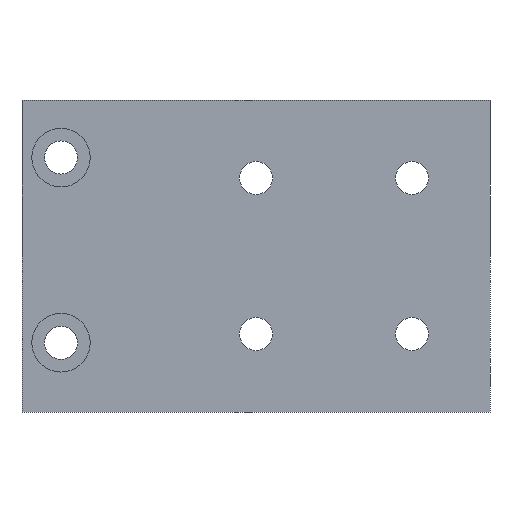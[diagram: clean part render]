
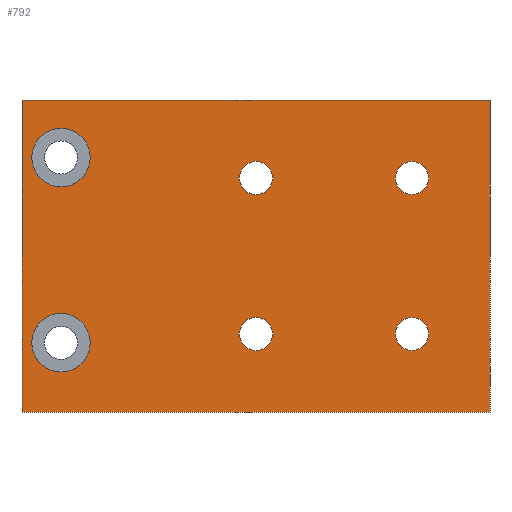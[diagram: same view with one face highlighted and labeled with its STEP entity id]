
A CAD part, front view. The second image highlights one B-rep face of the part: STEP entity #792.
In plain terms, the highlighted planar face has unit normal (0, -1, 0).
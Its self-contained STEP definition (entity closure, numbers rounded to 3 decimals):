
#1 = DIRECTION ( 'NONE',  ( 0., -1., 0. ) ) ;
#4 = DIRECTION ( 'NONE',  ( 0., 1., 0. ) ) ;
#18 = VERTEX_POINT ( 'NONE', #140 ) ;
#29 = DIRECTION ( 'NONE',  ( 0., -1., 0. ) ) ;
#32 = AXIS2_PLACEMENT_3D ( 'NONE', #1038, #210, #799 ) ;
#34 = DIRECTION ( 'NONE',  ( 0., 1., 0. ) ) ;
#46 = CIRCLE ( 'NONE', #1176, 7.5 ) ;
#65 = CARTESIAN_POINT ( 'NONE',  ( -60., 0., -40. ) ) ;
#68 = CIRCLE ( 'NONE', #1443, 4.25 ) ;
#80 = ORIENTED_EDGE ( 'NONE', *, *, #532, .F. ) ;
#104 = CARTESIAN_POINT ( 'NONE',  ( -50., 0., 25.25 ) ) ;
#113 = CARTESIAN_POINT ( 'NONE',  ( -50., 0., 25.25 ) ) ;
#127 = CARTESIAN_POINT ( 'NONE',  ( 0., 0., -24.25 ) ) ;
#128 = EDGE_CURVE ( 'NONE', #1071, #620, #197, .T. ) ;
#134 = EDGE_LOOP ( 'NONE', ( #1134, #1506 ) ) ;
#140 = CARTESIAN_POINT ( 'NONE',  ( 0., 0., -15.75 ) ) ;
#160 = EDGE_CURVE ( 'NONE', #346, #434, #685, .T. ) ;
#168 = CIRCLE ( 'NONE', #925, 4.25 ) ;
#188 = CIRCLE ( 'NONE', #1480, 4.25 ) ;
#192 = ORIENTED_EDGE ( 'NONE', *, *, #332, .T. ) ;
#197 = CIRCLE ( 'NONE', #900, 7.5 ) ;
#201 = CARTESIAN_POINT ( 'NONE',  ( -50., 0., -29.75 ) ) ;
#204 = DIRECTION ( 'NONE',  ( 0., 0., -1. ) ) ;
#210 = DIRECTION ( 'NONE',  ( 0., 1., 0. ) ) ;
#223 = FACE_BOUND ( 'NONE', #330, .T. ) ;
#234 = DIRECTION ( 'NONE',  ( 0., 0., -1. ) ) ;
#272 = EDGE_CURVE ( 'NONE', #620, #1071, #1296, .T. ) ;
#285 = EDGE_CURVE ( 'NONE', #947, #314, #1064, .T. ) ;
#288 = FACE_BOUND ( 'NONE', #939, .T. ) ;
#295 = CIRCLE ( 'NONE', #1049, 4.25 ) ;
#301 = CARTESIAN_POINT ( 'NONE',  ( 0., 0., -20. ) ) ;
#308 = DIRECTION ( 'NONE',  ( -1., 0., 0. ) ) ;
#314 = VERTEX_POINT ( 'NONE', #703 ) ;
#323 = VERTEX_POINT ( 'NONE', #1407 ) ;
#324 = DIRECTION ( 'NONE',  ( 0., 0., 1. ) ) ;
#330 = EDGE_LOOP ( 'NONE', ( #1043, #338 ) ) ;
#332 = EDGE_CURVE ( 'NONE', #451, #1145, #68, .T. ) ;
#338 = ORIENTED_EDGE ( 'NONE', *, *, #845, .F. ) ;
#346 = VERTEX_POINT ( 'NONE', #1156 ) ;
#359 = DIRECTION ( 'NONE',  ( 0., 0., 1. ) ) ;
#382 = EDGE_CURVE ( 'NONE', #1417, #18, #168, .T. ) ;
#384 = CARTESIAN_POINT ( 'NONE',  ( -50., 0., -22.25 ) ) ;
#392 = CARTESIAN_POINT ( 'NONE',  ( 40., 0., -15.75 ) ) ;
#407 = ORIENTED_EDGE ( 'NONE', *, *, #571, .F. ) ;
#408 = CARTESIAN_POINT ( 'NONE',  ( 0., 0., -20. ) ) ;
#425 = VERTEX_POINT ( 'NONE', #975 ) ;
#434 = VERTEX_POINT ( 'NONE', #1320 ) ;
#448 = CIRCLE ( 'NONE', #32, 4.25 ) ;
#451 = VERTEX_POINT ( 'NONE', #392 ) ;
#455 = DIRECTION ( 'NONE',  ( 0., 0., -1. ) ) ;
#480 = EDGE_LOOP ( 'NONE', ( #561, #1053 ) ) ;
#486 = ORIENTED_EDGE ( 'NONE', *, *, #285, .F. ) ;
#508 = VECTOR ( 'NONE', #308, 1000. ) ;
#513 = EDGE_CURVE ( 'NONE', #18, #1417, #295, .T. ) ;
#518 = DIRECTION ( 'NONE',  ( 0., 1., 0. ) ) ;
#519 = ORIENTED_EDGE ( 'NONE', *, *, #541, .F. ) ;
#532 = EDGE_CURVE ( 'NONE', #706, #1525, #1490, .T. ) ;
#541 = EDGE_CURVE ( 'NONE', #314, #706, #908, .T. ) ;
#542 = CARTESIAN_POINT ( 'NONE',  ( 40., 0., 20. ) ) ;
#547 = DIRECTION ( 'NONE',  ( 1., 0., 0. ) ) ;
#559 = AXIS2_PLACEMENT_3D ( 'NONE', #384, #29, #1214 ) ;
#561 = ORIENTED_EDGE ( 'NONE', *, *, #513, .T. ) ;
#565 = CARTESIAN_POINT ( 'NONE',  ( 60., 0., -40. ) ) ;
#571 = EDGE_CURVE ( 'NONE', #1525, #947, #674, .T. ) ;
#581 = CARTESIAN_POINT ( 'NONE',  ( -60., 0., -40. ) ) ;
#610 = FACE_OUTER_BOUND ( 'NONE', #1394, .T. ) ;
#613 = AXIS2_PLACEMENT_3D ( 'NONE', #815, #931, #1405 ) ;
#617 = PLANE ( 'NONE',  #634 ) ;
#620 = VERTEX_POINT ( 'NONE', #1350 ) ;
#634 = AXIS2_PLACEMENT_3D ( 'NONE', #1327, #34, #1430 ) ;
#649 = DIRECTION ( 'NONE',  ( 0., 1., 0. ) ) ;
#654 = EDGE_CURVE ( 'NONE', #1030, #1360, #46, .T. ) ;
#665 = CARTESIAN_POINT ( 'NONE',  ( -60., 0., 40. ) ) ;
#674 = LINE ( 'NONE', #65, #508 ) ;
#685 = CIRCLE ( 'NONE', #1172, 4.25 ) ;
#686 = VECTOR ( 'NONE', #547, 1000. ) ;
#703 = CARTESIAN_POINT ( 'NONE',  ( -60., 0., 40. ) ) ;
#706 = VERTEX_POINT ( 'NONE', #722 ) ;
#722 = CARTESIAN_POINT ( 'NONE',  ( 60., 0., 40. ) ) ;
#748 = FACE_BOUND ( 'NONE', #1486, .T. ) ;
#752 = EDGE_CURVE ( 'NONE', #425, #323, #1097, .T. ) ;
#762 = ORIENTED_EDGE ( 'NONE', *, *, #1314, .T. ) ;
#771 = ORIENTED_EDGE ( 'NONE', *, *, #160, .T. ) ;
#792 = ADVANCED_FACE ( 'NONE', ( #915, #223, #1221, #748, #847, #288, #610 ), #617, .F. ) ;
#799 = DIRECTION ( 'NONE',  ( 0., 0., 1. ) ) ;
#810 = CIRCLE ( 'NONE', #559, 7.5 ) ;
#815 = CARTESIAN_POINT ( 'NONE',  ( 0., 0., 20. ) ) ;
#844 = CARTESIAN_POINT ( 'NONE',  ( 40., 0., -20. ) ) ;
#845 = EDGE_CURVE ( 'NONE', #1360, #1030, #810, .T. ) ;
#847 = FACE_BOUND ( 'NONE', #1074, .T. ) ;
#863 = DIRECTION ( 'NONE',  ( 0., 0., 1. ) ) ;
#867 = CARTESIAN_POINT ( 'NONE',  ( 60., 0., -40. ) ) ;
#883 = ORIENTED_EDGE ( 'NONE', *, *, #752, .T. ) ;
#892 = DIRECTION ( 'NONE',  ( 0., 1., 0. ) ) ;
#893 = CARTESIAN_POINT ( 'NONE',  ( 40., 0., 20. ) ) ;
#900 = AXIS2_PLACEMENT_3D ( 'NONE', #104, #1365, #455 ) ;
#901 = DIRECTION ( 'NONE',  ( 0., 1., 0. ) ) ;
#903 = CIRCLE ( 'NONE', #1002, 4.25 ) ;
#908 = LINE ( 'NONE', #665, #686 ) ;
#915 = FACE_BOUND ( 'NONE', #134, .T. ) ;
#925 = AXIS2_PLACEMENT_3D ( 'NONE', #408, #518, #863 ) ;
#929 = CARTESIAN_POINT ( 'NONE',  ( -50., 0., 17.75 ) ) ;
#931 = DIRECTION ( 'NONE',  ( 0., 1., 0. ) ) ;
#939 = EDGE_LOOP ( 'NONE', ( #192, #1086 ) ) ;
#940 = CARTESIAN_POINT ( 'NONE',  ( -50., 0., -22.25 ) ) ;
#947 = VERTEX_POINT ( 'NONE', #1369 ) ;
#975 = CARTESIAN_POINT ( 'NONE',  ( 0., 0., 24.25 ) ) ;
#1002 = AXIS2_PLACEMENT_3D ( 'NONE', #1052, #4, #1152 ) ;
#1030 = VERTEX_POINT ( 'NONE', #201 ) ;
#1038 = CARTESIAN_POINT ( 'NONE',  ( 0., 0., 20. ) ) ;
#1042 = CARTESIAN_POINT ( 'NONE',  ( 40., 0., -24.25 ) ) ;
#1043 = ORIENTED_EDGE ( 'NONE', *, *, #654, .F. ) ;
#1049 = AXIS2_PLACEMENT_3D ( 'NONE', #301, #892, #324 ) ;
#1052 = CARTESIAN_POINT ( 'NONE',  ( 40., 0., -20. ) ) ;
#1053 = ORIENTED_EDGE ( 'NONE', *, *, #382, .T. ) ;
#1057 = EDGE_CURVE ( 'NONE', #1145, #451, #903, .T. ) ;
#1062 = DIRECTION ( 'NONE',  ( 0., 0., -1. ) ) ;
#1064 = LINE ( 'NONE', #581, #1493 ) ;
#1070 = CARTESIAN_POINT ( 'NONE',  ( -50., 0., -14.75 ) ) ;
#1071 = VERTEX_POINT ( 'NONE', #929 ) ;
#1074 = EDGE_LOOP ( 'NONE', ( #883, #1402 ) ) ;
#1086 = ORIENTED_EDGE ( 'NONE', *, *, #1057, .T. ) ;
#1092 = AXIS2_PLACEMENT_3D ( 'NONE', #113, #1, #234 ) ;
#1097 = CIRCLE ( 'NONE', #613, 4.25 ) ;
#1134 = ORIENTED_EDGE ( 'NONE', *, *, #128, .F. ) ;
#1145 = VERTEX_POINT ( 'NONE', #1042 ) ;
#1152 = DIRECTION ( 'NONE',  ( 0., 0., 1. ) ) ;
#1156 = CARTESIAN_POINT ( 'NONE',  ( 40., 0., 15.75 ) ) ;
#1164 = DIRECTION ( 'NONE',  ( 0., 1., 0. ) ) ;
#1172 = AXIS2_PLACEMENT_3D ( 'NONE', #542, #649, #1477 ) ;
#1176 = AXIS2_PLACEMENT_3D ( 'NONE', #940, #1388, #1062 ) ;
#1214 = DIRECTION ( 'NONE',  ( 0., 0., -1. ) ) ;
#1221 = FACE_BOUND ( 'NONE', #480, .T. ) ;
#1246 = VECTOR ( 'NONE', #204, 1000. ) ;
#1283 = DIRECTION ( 'NONE',  ( 0., 0., 1. ) ) ;
#1296 = CIRCLE ( 'NONE', #1092, 7.5 ) ;
#1314 = EDGE_CURVE ( 'NONE', #434, #346, #188, .T. ) ;
#1320 = CARTESIAN_POINT ( 'NONE',  ( 40., 0., 24.25 ) ) ;
#1327 = CARTESIAN_POINT ( 'NONE',  ( 0., 0., 0. ) ) ;
#1342 = EDGE_CURVE ( 'NONE', #323, #425, #448, .T. ) ;
#1350 = CARTESIAN_POINT ( 'NONE',  ( -50., 0., 32.75 ) ) ;
#1360 = VERTEX_POINT ( 'NONE', #1070 ) ;
#1365 = DIRECTION ( 'NONE',  ( 0., -1., 0. ) ) ;
#1369 = CARTESIAN_POINT ( 'NONE',  ( -60., 0., -40. ) ) ;
#1374 = DIRECTION ( 'NONE',  ( 0., 0., 1. ) ) ;
#1388 = DIRECTION ( 'NONE',  ( 0., -1., 0. ) ) ;
#1394 = EDGE_LOOP ( 'NONE', ( #80, #519, #486, #407 ) ) ;
#1402 = ORIENTED_EDGE ( 'NONE', *, *, #1342, .T. ) ;
#1405 = DIRECTION ( 'NONE',  ( 0., 0., 1. ) ) ;
#1407 = CARTESIAN_POINT ( 'NONE',  ( 0., 0., 15.75 ) ) ;
#1417 = VERTEX_POINT ( 'NONE', #127 ) ;
#1430 = DIRECTION ( 'NONE',  ( 0., 0., 1. ) ) ;
#1443 = AXIS2_PLACEMENT_3D ( 'NONE', #844, #1164, #359 ) ;
#1477 = DIRECTION ( 'NONE',  ( 0., 0., 1. ) ) ;
#1480 = AXIS2_PLACEMENT_3D ( 'NONE', #893, #901, #1374 ) ;
#1486 = EDGE_LOOP ( 'NONE', ( #762, #771 ) ) ;
#1490 = LINE ( 'NONE', #565, #1246 ) ;
#1493 = VECTOR ( 'NONE', #1283, 1000. ) ;
#1506 = ORIENTED_EDGE ( 'NONE', *, *, #272, .F. ) ;
#1525 = VERTEX_POINT ( 'NONE', #867 ) ;
